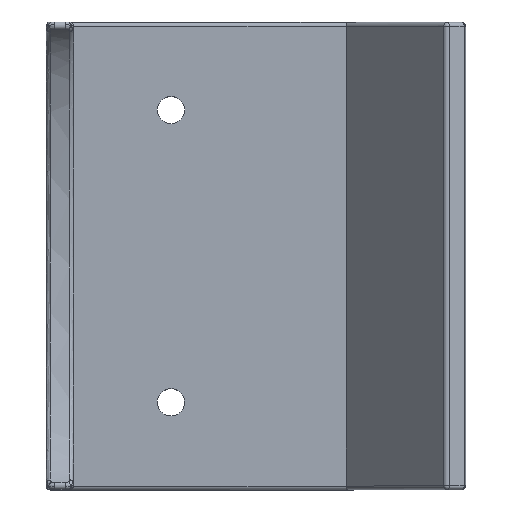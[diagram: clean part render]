
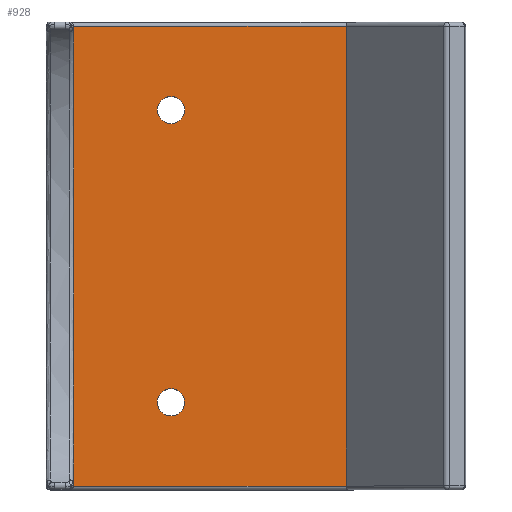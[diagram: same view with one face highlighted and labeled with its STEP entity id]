
A CAD part, top view. The second image highlights one B-rep face of the part: STEP entity #928.
In plain terms, the highlighted planar face has unit normal (0, 0, 1).
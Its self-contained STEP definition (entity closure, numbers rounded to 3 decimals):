
#16=FACE_BOUND('',#243,.T.);
#17=FACE_BOUND('',#244,.T.);
#21=PLANE('',#1026);
#38=LINE('',#3064,#78);
#45=LINE('',#3538,#85);
#67=LINE('',#3666,#107);
#68=LINE('',#3668,#108);
#78=VECTOR('',#1141,10.);
#85=VECTOR('',#1168,10.);
#107=VECTOR('',#1220,10.);
#108=VECTOR('',#1223,10.);
#184=FACE_OUTER_BOUND('',#242,.T.);
#242=EDGE_LOOP('',(#775,#776,#777,#778));
#243=EDGE_LOOP('',(#779));
#244=EDGE_LOOP('',(#780));
#303=CIRCLE('',#1027,3.5);
#304=CIRCLE('',#1028,3.5);
#408=VERTEX_POINT('',#3047);
#414=VERTEX_POINT('',#3062);
#421=VERTEX_POINT('',#3447);
#423=VERTEX_POINT('',#3537);
#431=VERTEX_POINT('',#3669);
#432=VERTEX_POINT('',#3671);
#516=EDGE_CURVE('',#414,#408,#38,.T.);
#535=EDGE_CURVE('',#423,#421,#45,.T.);
#563=EDGE_CURVE('',#421,#414,#67,.T.);
#564=EDGE_CURVE('',#423,#408,#68,.T.);
#565=EDGE_CURVE('',#431,#431,#303,.T.);
#566=EDGE_CURVE('',#432,#432,#304,.T.);
#775=ORIENTED_EDGE('',*,*,#516,.F.);
#776=ORIENTED_EDGE('',*,*,#563,.F.);
#777=ORIENTED_EDGE('',*,*,#535,.F.);
#778=ORIENTED_EDGE('',*,*,#564,.T.);
#779=ORIENTED_EDGE('',*,*,#565,.T.);
#780=ORIENTED_EDGE('',*,*,#566,.T.);
#928=ADVANCED_FACE('',(#184,#16,#17),#21,.T.);
#1026=AXIS2_PLACEMENT_3D('',#3667,#1221,#1222);
#1027=AXIS2_PLACEMENT_3D('',#3670,#1224,#1225);
#1028=AXIS2_PLACEMENT_3D('',#3672,#1226,#1227);
#1141=DIRECTION('',(1.,0.,0.));
#1168=DIRECTION('',(-1.,0.,0.));
#1220=DIRECTION('',(0.,1.,0.));
#1221=DIRECTION('center_axis',(0.,0.,1.));
#1222=DIRECTION('ref_axis',(1.,0.,0.));
#1223=DIRECTION('',(0.,1.,0.));
#1224=DIRECTION('center_axis',(0.,0.,-1.));
#1225=DIRECTION('ref_axis',(-1.,0.,0.));
#1226=DIRECTION('center_axis',(0.,0.,-1.));
#1227=DIRECTION('ref_axis',(-1.,0.,0.));
#3047=CARTESIAN_POINT('',(77.,119.,7.));
#3062=CARTESIAN_POINT('',(7.,119.,7.));
#3064=CARTESIAN_POINT('',(30.518,119.,7.));
#3447=CARTESIAN_POINT('',(7.,1.,7.));
#3537=CARTESIAN_POINT('',(77.,1.,7.));
#3538=CARTESIAN_POINT('',(30.518,1.,7.));
#3666=CARTESIAN_POINT('',(7.,0.,7.));
#3667=CARTESIAN_POINT('Origin',(7.,0.,7.));
#3668=CARTESIAN_POINT('',(77.,0.,7.));
#3669=CARTESIAN_POINT('',(35.5,97.5,7.));
#3670=CARTESIAN_POINT('Origin',(32.,97.5,7.));
#3671=CARTESIAN_POINT('',(35.5,22.5,7.));
#3672=CARTESIAN_POINT('Origin',(32.,22.5,7.));
